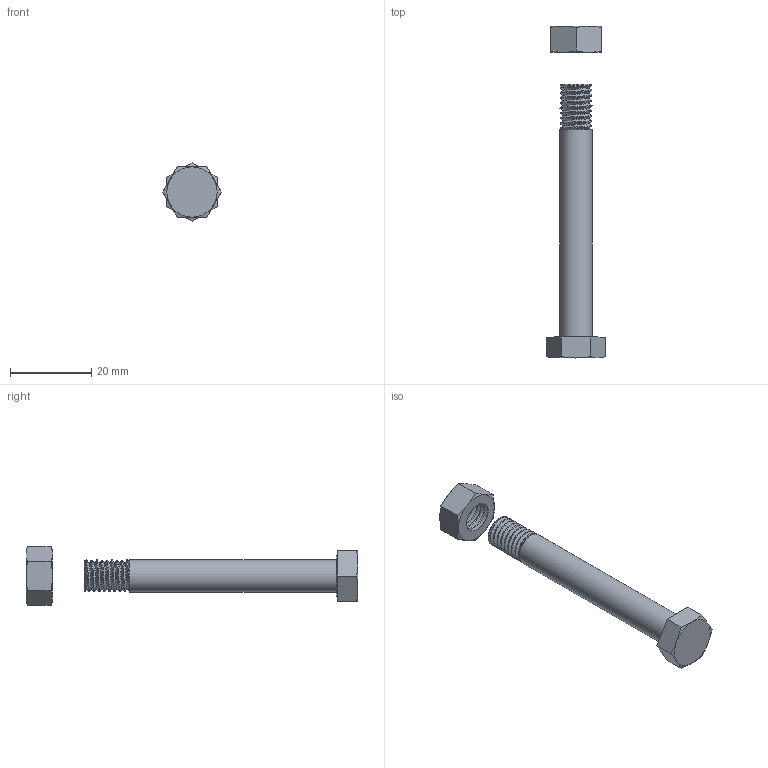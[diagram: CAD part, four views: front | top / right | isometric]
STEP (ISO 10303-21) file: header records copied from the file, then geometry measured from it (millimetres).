
FILE_DESCRIPTION(/* description */ (''),/* implementation_level */ '2;1');
FILE_NAME(/* name */ 'Vis fixation diffuseur v1.step',/* time_stamp */ '2023-04-04T22:18:04+02:00',/* author */ (''),/* organization */ (''),/* preprocessor_version */ 'ST-DEVELOPER v19.2',/* originating_system */ 'Autodesk Translation Framework v11.17.0.187',/* authorisation */ '');
FILE_SCHEMA (('AUTOMOTIVE_DESIGN { 1 0 10303 214 3 1 1 }'));
Length unit declared in the file: millimetre
Products named in the file (1): Vis fixation diffuseur
Bounding box: 14.38 x 81.65 x 14.38 mm (x, y, z)
Volume: 4300.7 mm3; surface area: 2891.4 mm2
Topology: 2 solids, 2 shells, 63 faces, 168 edges, 111 vertices
Faces by surface type: cylinder 33, plane 20, cone 6, bspline 4
Full cylindrical faces by diameter (mm): 6.446 x2, 6.779 x2, 7.866 x6, 8 x1, 8.17 x1, 10 x1
Entity records: 4217 total; most frequent: CARTESIAN_POINT 2801, ORIENTED_EDGE 336, DIRECTION 217, EDGE_CURVE 168, VERTEX_POINT 111, AXIS2_PLACEMENT_3D 82, B_SPLINE_CURVE_WITH_KNOTS 74, EDGE_LOOP 67
